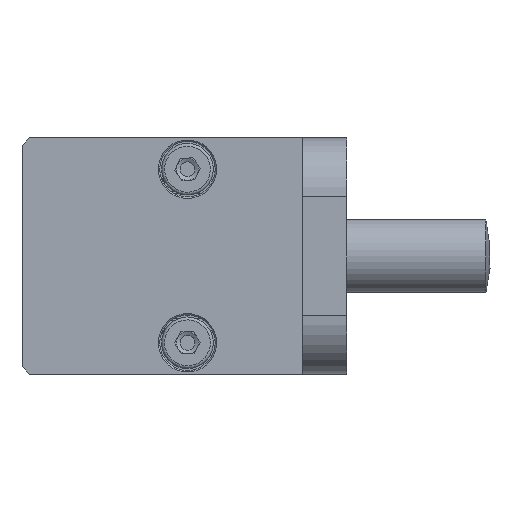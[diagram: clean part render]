
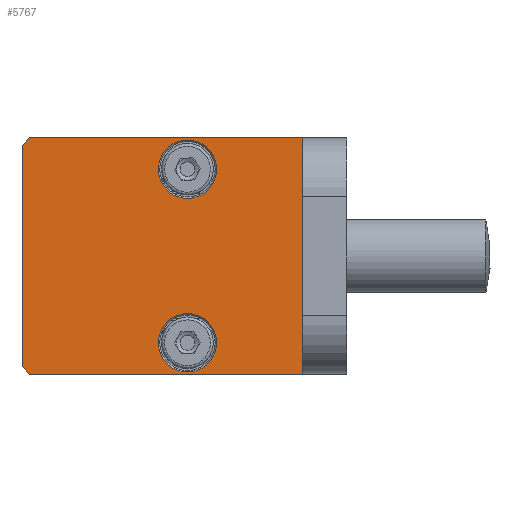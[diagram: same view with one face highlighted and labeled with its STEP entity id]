
A CAD part, left-side view. The second image highlights one B-rep face of the part: STEP entity #5767.
In plain terms, the highlighted planar face has unit normal (-1, 0, 0).
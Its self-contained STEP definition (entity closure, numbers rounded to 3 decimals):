
#31 = CARTESIAN_POINT ( 'NONE',  ( -72.5, 1.8, -16. ) ) ;
#64 = CARTESIAN_POINT ( 'NONE',  ( -72.5, 39.8, -15. ) ) ;
#79 = FACE_OUTER_BOUND ( 'NONE', #7076, .T. ) ;
#171 = VERTEX_POINT ( 'NONE', #4488 ) ;
#248 = LINE ( 'NONE', #2451, #1222 ) ;
#267 = EDGE_CURVE ( 'NONE', #171, #171, #4203, .T. ) ;
#357 = CARTESIAN_POINT ( 'NONE',  ( -72.5, 38.8, -16. ) ) ;
#451 = DIRECTION ( 'NONE',  ( 0., 0., 1. ) ) ;
#548 = CARTESIAN_POINT ( 'NONE',  ( -72.5, 1.8, -16. ) ) ;
#593 = VECTOR ( 'NONE', #5445, 1000. ) ;
#676 = VERTEX_POINT ( 'NONE', #687 ) ;
#682 = EDGE_CURVE ( 'NONE', #3778, #6826, #6686, .T. ) ;
#687 = CARTESIAN_POINT ( 'NONE',  ( -72.5, 1.8, 16. ) ) ;
#699 = ORIENTED_EDGE ( 'NONE', *, *, #2930, .T. ) ;
#897 = EDGE_CURVE ( 'NONE', #3834, #3356, #5442, .T. ) ;
#1066 = DIRECTION ( 'NONE',  ( 0., 0., -1. ) ) ;
#1150 = DIRECTION ( 'NONE',  ( 1., 0., 0. ) ) ;
#1222 = VECTOR ( 'NONE', #1897, 1000. ) ;
#1260 = CARTESIAN_POINT ( 'NONE',  ( -72.5, 39.8, 15. ) ) ;
#1261 = DIRECTION ( 'NONE',  ( 0., 0., 1. ) ) ;
#1273 = DIRECTION ( 'NONE',  ( 0., 0.707, -0.707 ) ) ;
#1294 = ORIENTED_EDGE ( 'NONE', *, *, #897, .T. ) ;
#1378 = VECTOR ( 'NONE', #1489, 1000. ) ;
#1461 = ORIENTED_EDGE ( 'NONE', *, *, #6696, .T. ) ;
#1489 = DIRECTION ( 'NONE',  ( 0., -0.707, -0.707 ) ) ;
#1573 = AXIS2_PLACEMENT_3D ( 'NONE', #6294, #5735, #1261 ) ;
#1840 = EDGE_CURVE ( 'NONE', #2099, #3834, #5253, .T. ) ;
#1897 = DIRECTION ( 'NONE',  ( 0., 1., 0. ) ) ;
#2036 = CARTESIAN_POINT ( 'NONE',  ( -72.5, 39.8, -15. ) ) ;
#2099 = VERTEX_POINT ( 'NONE', #2036 ) ;
#2451 = CARTESIAN_POINT ( 'NONE',  ( -72.5, 38.8, 16. ) ) ;
#2710 = CARTESIAN_POINT ( 'NONE',  ( -72.5, 1.8, 16. ) ) ;
#2739 = DIRECTION ( 'NONE',  ( 0., -1., 0. ) ) ;
#2832 = ORIENTED_EDGE ( 'NONE', *, *, #1840, .T. ) ;
#2930 = EDGE_CURVE ( 'NONE', #3356, #676, #5918, .T. ) ;
#3239 = CARTESIAN_POINT ( 'NONE',  ( -72.5, 17.4, -7.8 ) ) ;
#3299 = CARTESIAN_POINT ( 'NONE',  ( -72.5, 17.4, -11.75 ) ) ;
#3327 = CIRCLE ( 'NONE', #4234, 3.95 ) ;
#3356 = VERTEX_POINT ( 'NONE', #31 ) ;
#3380 = AXIS2_PLACEMENT_3D ( 'NONE', #2710, #1150, #3904 ) ;
#3443 = ORIENTED_EDGE ( 'NONE', *, *, #5834, .T. ) ;
#3747 = DIRECTION ( 'NONE',  ( 1., 0., 0. ) ) ;
#3778 = VERTEX_POINT ( 'NONE', #5680 ) ;
#3834 = VERTEX_POINT ( 'NONE', #3852 ) ;
#3852 = CARTESIAN_POINT ( 'NONE',  ( -72.5, 38.8, -16. ) ) ;
#3904 = DIRECTION ( 'NONE',  ( 0., 0., 1. ) ) ;
#3949 = EDGE_LOOP ( 'NONE', ( #1461 ) ) ;
#3982 = CARTESIAN_POINT ( 'NONE',  ( -72.5, 39.8, 15. ) ) ;
#4116 = VECTOR ( 'NONE', #2739, 1000. ) ;
#4203 = CIRCLE ( 'NONE', #1573, 3.95 ) ;
#4234 = AXIS2_PLACEMENT_3D ( 'NONE', #3299, #3747, #451 ) ;
#4359 = FACE_BOUND ( 'NONE', #3949, .T. ) ;
#4399 = FACE_BOUND ( 'NONE', #6217, .T. ) ;
#4488 = CARTESIAN_POINT ( 'NONE',  ( -72.5, 17.4, 15.7 ) ) ;
#4960 = LINE ( 'NONE', #64, #5940 ) ;
#5116 = VECTOR ( 'NONE', #1273, 1000. ) ;
#5253 = LINE ( 'NONE', #357, #1378 ) ;
#5442 = LINE ( 'NONE', #548, #4116 ) ;
#5445 = DIRECTION ( 'NONE',  ( 0., 0., 1. ) ) ;
#5451 = PLANE ( 'NONE',  #3380 ) ;
#5680 = CARTESIAN_POINT ( 'NONE',  ( -72.5, 38.8, 16. ) ) ;
#5735 = DIRECTION ( 'NONE',  ( 1., 0., 0. ) ) ;
#5763 = ORIENTED_EDGE ( 'NONE', *, *, #267, .T. ) ;
#5767 = ADVANCED_FACE ( 'NONE', ( #4359, #4399, #79 ), #5451, .F. ) ;
#5834 = EDGE_CURVE ( 'NONE', #676, #3778, #248, .T. ) ;
#5918 = LINE ( 'NONE', #6002, #593 ) ;
#5940 = VECTOR ( 'NONE', #1066, 1000. ) ;
#5953 = ORIENTED_EDGE ( 'NONE', *, *, #682, .T. ) ;
#5971 = VERTEX_POINT ( 'NONE', #3239 ) ;
#6002 = CARTESIAN_POINT ( 'NONE',  ( -72.5, 1.8, 16. ) ) ;
#6217 = EDGE_LOOP ( 'NONE', ( #5763 ) ) ;
#6226 = ORIENTED_EDGE ( 'NONE', *, *, #7009, .T. ) ;
#6294 = CARTESIAN_POINT ( 'NONE',  ( -72.5, 17.4, 11.75 ) ) ;
#6686 = LINE ( 'NONE', #3982, #5116 ) ;
#6696 = EDGE_CURVE ( 'NONE', #5971, #5971, #3327, .T. ) ;
#6826 = VERTEX_POINT ( 'NONE', #1260 ) ;
#7009 = EDGE_CURVE ( 'NONE', #6826, #2099, #4960, .T. ) ;
#7076 = EDGE_LOOP ( 'NONE', ( #3443, #5953, #6226, #2832, #1294, #699 ) ) ;
